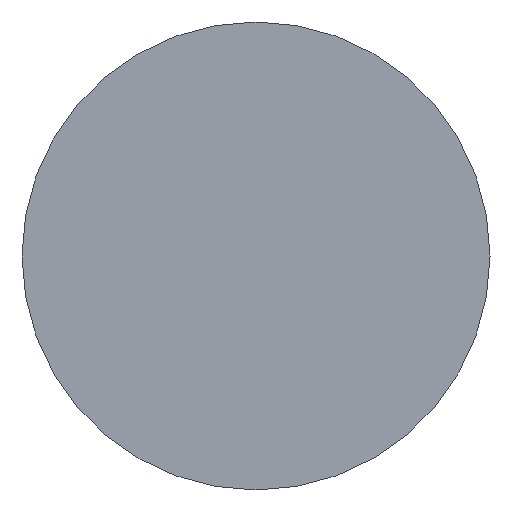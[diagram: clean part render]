
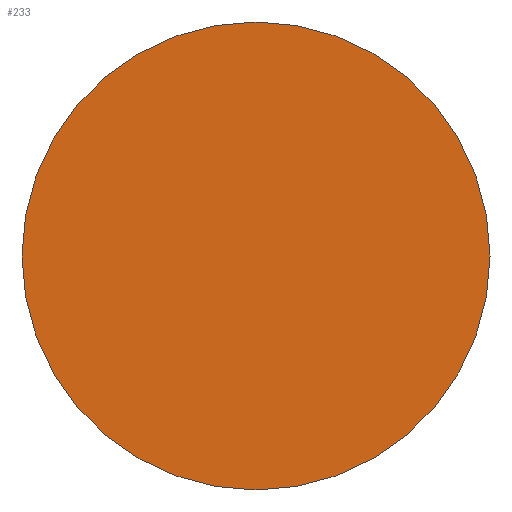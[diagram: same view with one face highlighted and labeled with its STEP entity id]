
A CAD part, front view. The second image highlights one B-rep face of the part: STEP entity #233.
In plain terms, the highlighted planar face has unit normal (0, -1, 0).
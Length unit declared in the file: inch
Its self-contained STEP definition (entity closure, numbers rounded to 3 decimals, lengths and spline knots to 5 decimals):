
#10 = AXIS2_PLACEMENT_3D ( 'NONE', #49, #46, #194 ) ;
#31 = DIRECTION ( 'NONE',  ( 0., -1., 0. ) ) ;
#46 = DIRECTION ( 'NONE',  ( 0., -1., 0. ) ) ;
#49 = CARTESIAN_POINT ( 'NONE',  ( 0., 0., 0. ) ) ;
#52 = FACE_OUTER_BOUND ( 'NONE', #243, .T. ) ;
#53 = DIRECTION ( 'NONE',  ( 0., 0., -1. ) ) ;
#54 = VERTEX_POINT ( 'NONE', #90 ) ;
#58 = ORIENTED_EDGE ( 'NONE', *, *, #262, .T. ) ;
#76 = CARTESIAN_POINT ( 'NONE',  ( 0., 0., 0. ) ) ;
#81 = ORIENTED_EDGE ( 'NONE', *, *, #102, .T. ) ;
#86 = CIRCLE ( 'NONE', #187, 0.15625 ) ;
#90 = CARTESIAN_POINT ( 'NONE',  ( 0., 0., 0.15625 ) ) ;
#101 = DIRECTION ( 'NONE',  ( 0., -1., 0. ) ) ;
#102 = EDGE_CURVE ( 'NONE', #269, #54, #159, .T. ) ;
#123 = PLANE ( 'NONE',  #167 ) ;
#159 = CIRCLE ( 'NONE', #10, 0.15625 ) ;
#167 = AXIS2_PLACEMENT_3D ( 'NONE', #76, #31, #53 ) ;
#178 = CARTESIAN_POINT ( 'NONE',  ( 0., 0., -0.15625 ) ) ;
#187 = AXIS2_PLACEMENT_3D ( 'NONE', #196, #101, #201 ) ;
#194 = DIRECTION ( 'NONE',  ( 0., 0., -1. ) ) ;
#196 = CARTESIAN_POINT ( 'NONE',  ( 0., 0., 0. ) ) ;
#201 = DIRECTION ( 'NONE',  ( 0., 0., -1. ) ) ;
#233 = ADVANCED_FACE ( 'NONE', ( #52 ), #123, .T. ) ;
#243 = EDGE_LOOP ( 'NONE', ( #81, #58 ) ) ;
#262 = EDGE_CURVE ( 'NONE', #54, #269, #86, .T. ) ;
#269 = VERTEX_POINT ( 'NONE', #178 ) ;
